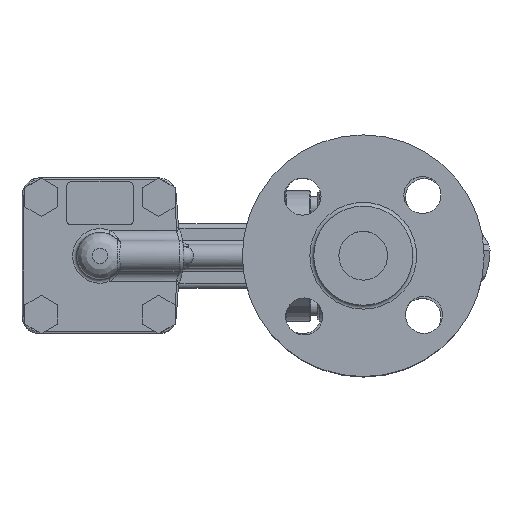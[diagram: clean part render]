
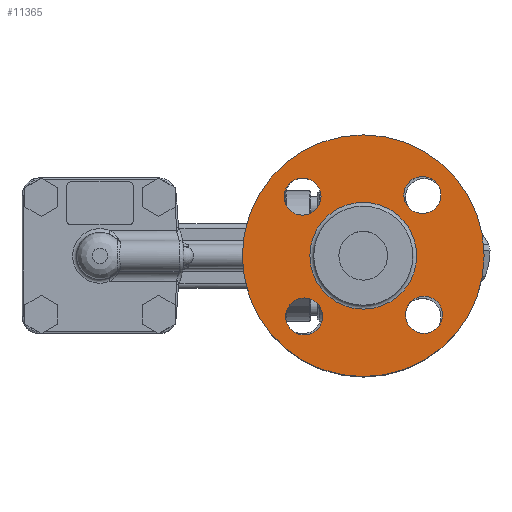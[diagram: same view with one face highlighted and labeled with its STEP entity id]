
A CAD part, top view. The second image highlights one B-rep face of the part: STEP entity #11365.
In plain terms, the highlighted planar face has unit normal (0, 0, 1).
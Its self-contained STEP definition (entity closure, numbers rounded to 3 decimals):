
#643=FACE_BOUND('',#1772,.T.);
#644=FACE_BOUND('',#1773,.T.);
#645=FACE_BOUND('',#1774,.T.);
#646=FACE_BOUND('',#1775,.T.);
#647=FACE_BOUND('',#1776,.T.);
#712=PLANE('',#12219);
#1045=FACE_OUTER_BOUND('',#1771,.T.);
#1771=EDGE_LOOP('',(#7361));
#1772=EDGE_LOOP('',(#7362));
#1773=EDGE_LOOP('',(#7363));
#1774=EDGE_LOOP('',(#7364));
#1775=EDGE_LOOP('',(#7365));
#1776=EDGE_LOOP('',(#7366,#7367));
#3721=CIRCLE('',#12201,62.);
#3732=CIRCLE('',#12214,27.4);
#3736=CIRCLE('',#12218,27.4);
#3737=CIRCLE('',#12220,9.5);
#3738=CIRCLE('',#12221,9.5);
#3739=CIRCLE('',#12222,9.5);
#3740=CIRCLE('',#12223,9.5);
#4424=VERTEX_POINT('',#17248);
#4435=VERTEX_POINT('',#17273);
#4436=VERTEX_POINT('',#17274);
#4439=VERTEX_POINT('',#17283);
#4440=VERTEX_POINT('',#17285);
#4441=VERTEX_POINT('',#17287);
#4442=VERTEX_POINT('',#17289);
#5518=EDGE_CURVE('',#4424,#4424,#3721,.T.);
#5529=EDGE_CURVE('',#4435,#4436,#3732,.T.);
#5533=EDGE_CURVE('',#4436,#4435,#3736,.T.);
#5534=EDGE_CURVE('',#4439,#4439,#3737,.T.);
#5535=EDGE_CURVE('',#4440,#4440,#3738,.T.);
#5536=EDGE_CURVE('',#4441,#4441,#3739,.T.);
#5537=EDGE_CURVE('',#4442,#4442,#3740,.T.);
#7361=ORIENTED_EDGE('',*,*,#5518,.F.);
#7362=ORIENTED_EDGE('',*,*,#5534,.T.);
#7363=ORIENTED_EDGE('',*,*,#5535,.T.);
#7364=ORIENTED_EDGE('',*,*,#5536,.T.);
#7365=ORIENTED_EDGE('',*,*,#5537,.T.);
#7366=ORIENTED_EDGE('',*,*,#5529,.F.);
#7367=ORIENTED_EDGE('',*,*,#5533,.F.);
#11365=ADVANCED_FACE('',(#1045,#643,#644,#645,#646,#647),#712,.T.);
#12201=AXIS2_PLACEMENT_3D('',#17250,#13777,#13778);
#12214=AXIS2_PLACEMENT_3D('',#17275,#13803,#13804);
#12218=AXIS2_PLACEMENT_3D('',#17281,#13811,#13812);
#12219=AXIS2_PLACEMENT_3D('',#17282,#13813,#13814);
#12220=AXIS2_PLACEMENT_3D('',#17284,#13815,#13816);
#12221=AXIS2_PLACEMENT_3D('',#17286,#13817,#13818);
#12222=AXIS2_PLACEMENT_3D('',#17288,#13819,#13820);
#12223=AXIS2_PLACEMENT_3D('',#17290,#13821,#13822);
#13777=DIRECTION('center_axis',(0.,0.,
-1.));
#13778=DIRECTION('ref_axis',(1.,0.,0.));
#13803=DIRECTION('center_axis',(0.,0.,
1.));
#13804=DIRECTION('ref_axis',(1.,0.,0.));
#13811=DIRECTION('center_axis',(0.,0.,
1.));
#13812=DIRECTION('ref_axis',(1.,0.,0.));
#13813=DIRECTION('center_axis',(0.,0.,
1.));
#13814=DIRECTION('ref_axis',(-1.,0.,0.));
#13815=DIRECTION('center_axis',(0.,0.,
-1.));
#13816=DIRECTION('ref_axis',(1.,0.,0.));
#13817=DIRECTION('center_axis',(0.,0.,
-1.));
#13818=DIRECTION('ref_axis',(0.,-1.,0.));
#13819=DIRECTION('center_axis',(0.,0.,
-1.));
#13820=DIRECTION('ref_axis',(-1.,0.,0.));
#13821=DIRECTION('center_axis',(0.,0.,
-1.));
#13822=DIRECTION('ref_axis',(0.,1.,0.));
#17248=CARTESIAN_POINT('',(-55.111,12.025,92.));
#17250=CARTESIAN_POINT('Origin',(6.889,12.025,92.));
#17273=CARTESIAN_POINT('',(-20.511,12.025,92.));
#17274=CARTESIAN_POINT('',(34.289,12.025,92.));
#17275=CARTESIAN_POINT('Origin',(6.889,12.025,92.));
#17281=CARTESIAN_POINT('Origin',(6.889,12.025,92.));
#17282=CARTESIAN_POINT('Origin',(6.889,12.025,92.));
#17283=CARTESIAN_POINT('',(-32.912,-19.117,92.));
#17284=CARTESIAN_POINT('Origin',(-23.412,-19.117,92.));
#17285=CARTESIAN_POINT('',(-24.253,51.825,92.));
#17286=CARTESIAN_POINT('Origin',(-24.253,42.325,92.));
#17287=CARTESIAN_POINT('',(46.689,43.166,92.));
#17288=CARTESIAN_POINT('Origin',(37.189,43.166,92.));
#17289=CARTESIAN_POINT('',(38.03,-27.776,92.));
#17290=CARTESIAN_POINT('Origin',(38.03,-18.276,92.));
